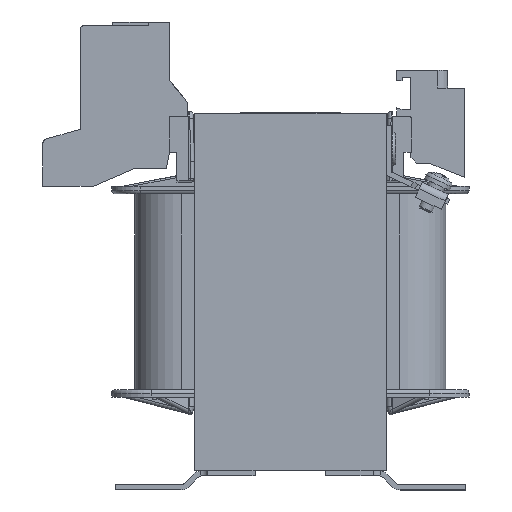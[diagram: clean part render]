
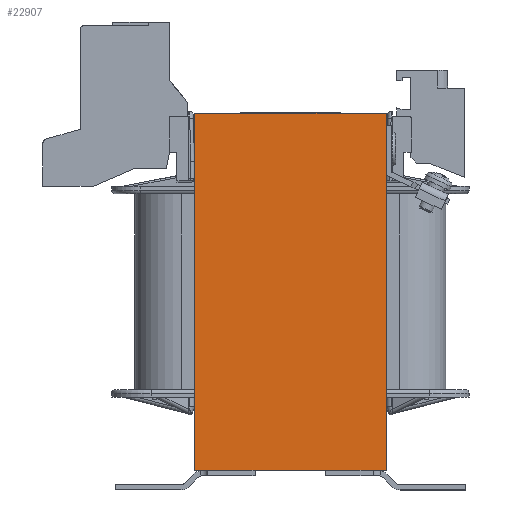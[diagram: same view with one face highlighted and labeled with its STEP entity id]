
A CAD part, left-side view. The second image highlights one B-rep face of the part: STEP entity #22907.
In plain terms, the highlighted planar face has unit normal (-1, 0, 0).
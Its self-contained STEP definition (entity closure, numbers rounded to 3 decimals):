
#3278=FACE_OUTER_BOUND('',#4445,.T.);
#4445=EDGE_LOOP('',(#19629,#19630,#19631,#19632,#19633,#19634,#19635,#19636));
#6532=LINE('',#36330,#8875);
#6544=LINE('',#36361,#8887);
#6556=LINE('',#36394,#8899);
#6574=LINE('',#36434,#8917);
#6575=LINE('',#36436,#8918);
#6576=LINE('',#36438,#8919);
#6577=LINE('',#36440,#8920);
#6578=LINE('',#36441,#8921);
#8875=VECTOR('',#29423,10.);
#8887=VECTOR('',#29445,10.);
#8899=VECTOR('',#29471,10.);
#8917=VECTOR('',#29519,10.);
#8918=VECTOR('',#29520,10.);
#8919=VECTOR('',#29521,10.);
#8920=VECTOR('',#29522,10.);
#8921=VECTOR('',#29523,10.);
#10980=VERTEX_POINT('',#36328);
#10981=VERTEX_POINT('',#36329);
#10994=VERTEX_POINT('',#36358);
#10995=VERTEX_POINT('',#36360);
#11016=VERTEX_POINT('',#36433);
#11017=VERTEX_POINT('',#36435);
#11018=VERTEX_POINT('',#36437);
#11019=VERTEX_POINT('',#36439);
#13932=EDGE_CURVE('',#10980,#10981,#6532,.T.);
#13948=EDGE_CURVE('',#10995,#10994,#6544,.T.);
#13966=EDGE_CURVE('',#10980,#10994,#6556,.T.);
#13986=EDGE_CURVE('',#10981,#11016,#6574,.T.);
#13987=EDGE_CURVE('',#11017,#11016,#6575,.T.);
#13988=EDGE_CURVE('',#11017,#11018,#6576,.T.);
#13989=EDGE_CURVE('',#11019,#11018,#6577,.T.);
#13990=EDGE_CURVE('',#11019,#10995,#6578,.T.);
#19629=ORIENTED_EDGE('',*,*,#13932,.T.);
#19630=ORIENTED_EDGE('',*,*,#13986,.T.);
#19631=ORIENTED_EDGE('',*,*,#13987,.F.);
#19632=ORIENTED_EDGE('',*,*,#13988,.T.);
#19633=ORIENTED_EDGE('',*,*,#13989,.F.);
#19634=ORIENTED_EDGE('',*,*,#13990,.T.);
#19635=ORIENTED_EDGE('',*,*,#13948,.T.);
#19636=ORIENTED_EDGE('',*,*,#13966,.F.);
#21898=PLANE('',#24609);
#22907=ADVANCED_FACE('',(#3278),#21898,.T.);
#24609=AXIS2_PLACEMENT_3D('',#36432,#29517,#29518);
#29423=DIRECTION('',(0.,0.,-1.));
#29445=DIRECTION('',(0.,0.,1.));
#29471=DIRECTION('',(0.,-1.,0.));
#29517=DIRECTION('center_axis',(-1.,0.,0.));
#29518=DIRECTION('ref_axis',(0.,0.,1.));
#29519=DIRECTION('',(0.,-1.,0.));
#29520=DIRECTION('',(0.,1.,0.));
#29521=DIRECTION('',(0.,-1.,0.));
#29522=DIRECTION('',(0.,1.,0.));
#29523=DIRECTION('',(0.,-1.,0.));
#36328=CARTESIAN_POINT('',(-60.,26.85,50.));
#36329=CARTESIAN_POINT('',(-60.,26.85,-50.));
#36330=CARTESIAN_POINT('',(-60.,26.85,50.));
#36358=CARTESIAN_POINT('',(-60.,-26.85,50.));
#36360=CARTESIAN_POINT('',(-60.,-26.85,-50.));
#36361=CARTESIAN_POINT('',(-60.,-26.85,50.));
#36394=CARTESIAN_POINT('',(-60.,0.,50.));
#36432=CARTESIAN_POINT('Origin',(-60.,0.,50.));
#36433=CARTESIAN_POINT('',(-60.,23.15,-50.));
#36434=CARTESIAN_POINT('',(-60.,0.,-50.));
#36435=CARTESIAN_POINT('',(-60.,9.9,-50.));
#36436=CARTESIAN_POINT('',(-60.,13.018,-50.));
#36437=CARTESIAN_POINT('',(-60.,-9.9,-50.));
#36438=CARTESIAN_POINT('',(-60.,0.,-50.));
#36439=CARTESIAN_POINT('',(-60.,-23.15,-50.));
#36440=CARTESIAN_POINT('',(-60.,-13.018,-50.));
#36441=CARTESIAN_POINT('',(-60.,0.,-50.));
